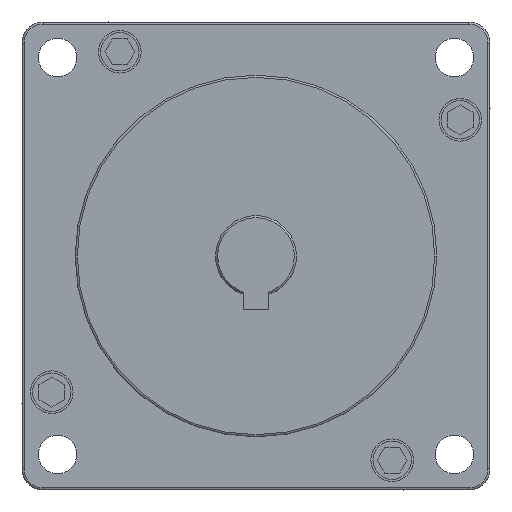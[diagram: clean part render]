
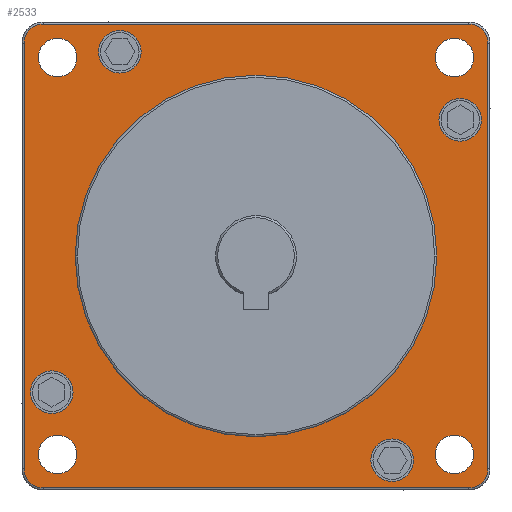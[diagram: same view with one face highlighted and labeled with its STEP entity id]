
A CAD part, left-side view. The second image highlights one B-rep face of the part: STEP entity #2533.
In plain terms, the highlighted planar face has unit normal (-1, 0, 0).
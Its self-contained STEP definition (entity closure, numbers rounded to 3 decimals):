
#1=CARTESIAN_POINT('',(0.,-46.65,-46.65));
#2=DIRECTION('',(-1.,0.,0.));
#3=DIRECTION('',(0.,-1.,0.));
#4=AXIS2_PLACEMENT_3D('',#1,#2,#3);
#6=CARTESIAN_POINT('',(0.,-46.65,-46.65));
#7=DIRECTION('',(-1.,0.,0.));
#8=DIRECTION('',(0.,1.,0.));
#9=AXIS2_PLACEMENT_3D('',#6,#7,#8);
#11=CARTESIAN_POINT('',(0.,46.65,-46.65));
#12=DIRECTION('',(-1.,0.,0.));
#13=DIRECTION('',(0.,-1.,0.));
#14=AXIS2_PLACEMENT_3D('',#11,#12,#13);
#16=CARTESIAN_POINT('',(0.,46.65,-46.65));
#17=DIRECTION('',(-1.,0.,0.));
#18=DIRECTION('',(0.,1.,0.));
#19=AXIS2_PLACEMENT_3D('',#16,#17,#18);
#21=CARTESIAN_POINT('',(0.,46.65,46.65));
#22=DIRECTION('',(-1.,0.,0.));
#23=DIRECTION('',(0.,-1.,0.));
#24=AXIS2_PLACEMENT_3D('',#21,#22,#23);
#26=CARTESIAN_POINT('',(0.,46.65,46.65));
#27=DIRECTION('',(-1.,0.,0.));
#28=DIRECTION('',(0.,1.,0.));
#29=AXIS2_PLACEMENT_3D('',#26,#27,#28);
#31=CARTESIAN_POINT('',(0.,-46.65,46.65));
#32=DIRECTION('',(-1.,0.,0.));
#33=DIRECTION('',(0.,-1.,0.));
#34=AXIS2_PLACEMENT_3D('',#31,#32,#33);
#36=CARTESIAN_POINT('',(0.,-46.65,46.65));
#37=DIRECTION('',(-1.,0.,0.));
#38=DIRECTION('',(0.,1.,0.));
#39=AXIS2_PLACEMENT_3D('',#36,#37,#38);
#41=CARTESIAN_POINT('',(0.,0.,0.));
#42=DIRECTION('',(-1.,0.,0.));
#43=DIRECTION('',(0.,1.,0.));
#44=AXIS2_PLACEMENT_3D('',#41,#42,#43);
#46=CARTESIAN_POINT('',(0.,0.,0.));
#47=DIRECTION('',(-1.,0.,0.));
#48=DIRECTION('',(0.,-1.,0.));
#49=AXIS2_PLACEMENT_3D('',#46,#47,#48);
#51=CARTESIAN_POINT('',(0.,-50.,-50.));
#52=DIRECTION('',(-1.,0.,0.));
#53=DIRECTION('',(0.,0.,-1.));
#54=AXIS2_PLACEMENT_3D('',#51,#52,#53);
#56=DIRECTION('',(0.,-1.,0.));
#57=VECTOR('',#56,100.);
#58=CARTESIAN_POINT('',(0.,50.,-54.5));
#59=LINE('',#58,#57);
#60=CARTESIAN_POINT('',(0.,50.,-50.));
#61=DIRECTION('',(-1.,0.,0.));
#62=DIRECTION('',(0.,1.,0.));
#63=AXIS2_PLACEMENT_3D('',#60,#61,#62);
#65=DIRECTION('',(0.,0.,-1.));
#66=VECTOR('',#65,100.);
#67=CARTESIAN_POINT('',(0.,54.5,50.));
#68=LINE('',#67,#66);
#69=CARTESIAN_POINT('',(0.,50.,50.));
#70=DIRECTION('',(-1.,0.,0.));
#71=DIRECTION('',(0.,0.,1.));
#72=AXIS2_PLACEMENT_3D('',#69,#70,#71);
#74=DIRECTION('',(0.,1.,0.));
#75=VECTOR('',#74,100.);
#76=CARTESIAN_POINT('',(0.,-50.,54.5));
#77=LINE('',#76,#75);
#78=CARTESIAN_POINT('',(0.,-50.,50.));
#79=DIRECTION('',(-1.,0.,0.));
#80=DIRECTION('',(0.,-1.,0.));
#81=AXIS2_PLACEMENT_3D('',#78,#79,#80);
#83=DIRECTION('',(0.,0.,1.));
#84=VECTOR('',#83,100.);
#85=CARTESIAN_POINT('',(0.,-54.5,-50.));
#86=LINE('',#85,#84);
#87=CARTESIAN_POINT('',(0.,-32.,-48.));
#88=DIRECTION('',(-1.,0.,0.));
#89=DIRECTION('',(0.,1.,0.));
#90=AXIS2_PLACEMENT_3D('',#87,#88,#89);
#92=CARTESIAN_POINT('',(0.,-32.,-48.));
#93=DIRECTION('',(-1.,0.,0.));
#94=DIRECTION('',(0.,-1.,0.));
#95=AXIS2_PLACEMENT_3D('',#92,#93,#94);
#131=CARTESIAN_POINT('',(0.,-48.,32.));
#132=DIRECTION('',(-1.,0.,0.));
#133=DIRECTION('',(0.,0.,-1.));
#134=AXIS2_PLACEMENT_3D('',#131,#132,#133);
#136=CARTESIAN_POINT('',(0.,-48.,32.));
#137=DIRECTION('',(-1.,0.,0.));
#138=DIRECTION('',(0.,0.,1.));
#139=AXIS2_PLACEMENT_3D('',#136,#137,#138);
#175=CARTESIAN_POINT('',(0.,32.,48.));
#176=DIRECTION('',(-1.,0.,0.));
#177=DIRECTION('',(0.,-1.,0.));
#178=AXIS2_PLACEMENT_3D('',#175,#176,#177);
#180=CARTESIAN_POINT('',(0.,32.,48.));
#181=DIRECTION('',(-1.,0.,0.));
#182=DIRECTION('',(0.,1.,0.));
#183=AXIS2_PLACEMENT_3D('',#180,#181,#182);
#219=CARTESIAN_POINT('',(0.,48.,-32.));
#220=DIRECTION('',(-1.,0.,0.));
#221=DIRECTION('',(0.,0.,1.));
#222=AXIS2_PLACEMENT_3D('',#219,#220,#221);
#224=CARTESIAN_POINT('',(0.,48.,-32.));
#225=DIRECTION('',(-1.,0.,0.));
#226=DIRECTION('',(0.,0.,-1.));
#227=AXIS2_PLACEMENT_3D('',#224,#225,#226);
#1988=CARTESIAN_POINT('',(0.,-51.15,-46.65));
#1989=CARTESIAN_POINT('',(0.,-42.15,-46.65));
#1990=VERTEX_POINT('',#1988);
#1991=VERTEX_POINT('',#1989);
#1992=CARTESIAN_POINT('',(0.,42.15,-46.65));
#1993=CARTESIAN_POINT('',(0.,51.15,-46.65));
#1994=VERTEX_POINT('',#1992);
#1995=VERTEX_POINT('',#1993);
#1996=CARTESIAN_POINT('',(0.,42.15,46.65));
#1997=CARTESIAN_POINT('',(0.,51.15,46.65));
#1998=VERTEX_POINT('',#1996);
#1999=VERTEX_POINT('',#1997);
#2000=CARTESIAN_POINT('',(0.,-51.15,46.65));
#2001=CARTESIAN_POINT('',(0.,-42.15,46.65));
#2002=VERTEX_POINT('',#2000);
#2003=VERTEX_POINT('',#2001);
#2228=CARTESIAN_POINT('',(0.,42.5,0.));
#2229=CARTESIAN_POINT('',(0.,-42.5,0.));
#2230=VERTEX_POINT('',#2228);
#2231=VERTEX_POINT('',#2229);
#2244=CARTESIAN_POINT('',(0.,-50.,-54.5));
#2245=CARTESIAN_POINT('',(0.,-54.5,-50.));
#2246=VERTEX_POINT('',#2244);
#2247=VERTEX_POINT('',#2245);
#2252=CARTESIAN_POINT('',(0.,-54.5,50.));
#2253=VERTEX_POINT('',#2252);
#2256=CARTESIAN_POINT('',(0.,-50.,54.5));
#2257=VERTEX_POINT('',#2256);
#2260=CARTESIAN_POINT('',(0.,50.,54.5));
#2261=VERTEX_POINT('',#2260);
#2264=CARTESIAN_POINT('',(0.,54.5,50.));
#2265=VERTEX_POINT('',#2264);
#2268=CARTESIAN_POINT('',(0.,54.5,-50.));
#2269=VERTEX_POINT('',#2268);
#2272=CARTESIAN_POINT('',(0.,50.,-54.5));
#2273=VERTEX_POINT('',#2272);
#2308=CARTESIAN_POINT('',(0.,-27.,-48.));
#2309=CARTESIAN_POINT('',(0.,-37.,-48.));
#2310=VERTEX_POINT('',#2308);
#2311=VERTEX_POINT('',#2309);
#2348=CARTESIAN_POINT('',(0.,-48.,27.));
#2349=CARTESIAN_POINT('',(0.,-48.,37.));
#2350=VERTEX_POINT('',#2348);
#2351=VERTEX_POINT('',#2349);
#2388=CARTESIAN_POINT('',(0.,27.,48.));
#2389=CARTESIAN_POINT('',(0.,37.,48.));
#2390=VERTEX_POINT('',#2388);
#2391=VERTEX_POINT('',#2389);
#2428=CARTESIAN_POINT('',(0.,48.,-27.));
#2429=CARTESIAN_POINT('',(0.,48.,-37.));
#2430=VERTEX_POINT('',#2428);
#2431=VERTEX_POINT('',#2429);
#2456=CARTESIAN_POINT('',(0.,0.,0.));
#2457=DIRECTION('',(1.,0.,0.));
#2458=DIRECTION('',(0.,-1.,0.));
#2459=AXIS2_PLACEMENT_3D('',#2456,#2457,#2458);
#2460=PLANE('',#2459);
#2462=ORIENTED_EDGE('',*,*,#2461,.F.);
#2464=ORIENTED_EDGE('',*,*,#2463,.F.);
#2466=ORIENTED_EDGE('',*,*,#2465,.F.);
#2468=ORIENTED_EDGE('',*,*,#2467,.F.);
#2470=ORIENTED_EDGE('',*,*,#2469,.F.);
#2472=ORIENTED_EDGE('',*,*,#2471,.F.);
#2474=ORIENTED_EDGE('',*,*,#2473,.F.);
#2476=ORIENTED_EDGE('',*,*,#2475,.F.);
#2477=EDGE_LOOP('',(#2462,#2464,#2466,#2468,#2470,#2472,#2474,#2476));
#2478=FACE_OUTER_BOUND('',#2477,.F.);
#2480=ORIENTED_EDGE('',*,*,#2479,.T.);
#2482=ORIENTED_EDGE('',*,*,#2481,.T.);
#2483=EDGE_LOOP('',(#2480,#2482));
#2484=FACE_BOUND('',#2483,.F.);
#2486=ORIENTED_EDGE('',*,*,#2485,.T.);
#2488=ORIENTED_EDGE('',*,*,#2487,.T.);
#2489=EDGE_LOOP('',(#2486,#2488));
#2490=FACE_BOUND('',#2489,.F.);
#2492=ORIENTED_EDGE('',*,*,#2491,.T.);
#2494=ORIENTED_EDGE('',*,*,#2493,.T.);
#2495=EDGE_LOOP('',(#2492,#2494));
#2496=FACE_BOUND('',#2495,.F.);
#2498=ORIENTED_EDGE('',*,*,#2497,.T.);
#2500=ORIENTED_EDGE('',*,*,#2499,.T.);
#2501=EDGE_LOOP('',(#2498,#2500));
#2502=FACE_BOUND('',#2501,.F.);
#2504=ORIENTED_EDGE('',*,*,#2503,.T.);
#2506=ORIENTED_EDGE('',*,*,#2505,.T.);
#2507=EDGE_LOOP('',(#2504,#2506));
#2508=FACE_BOUND('',#2507,.F.);
#2510=ORIENTED_EDGE('',*,*,#2509,.T.);
#2512=ORIENTED_EDGE('',*,*,#2511,.T.);
#2513=EDGE_LOOP('',(#2510,#2512));
#2514=FACE_BOUND('',#2513,.F.);
#2516=ORIENTED_EDGE('',*,*,#2515,.T.);
#2518=ORIENTED_EDGE('',*,*,#2517,.T.);
#2519=EDGE_LOOP('',(#2516,#2518));
#2520=FACE_BOUND('',#2519,.F.);
#2522=ORIENTED_EDGE('',*,*,#2521,.T.);
#2524=ORIENTED_EDGE('',*,*,#2523,.T.);
#2525=EDGE_LOOP('',(#2522,#2524));
#2526=FACE_BOUND('',#2525,.F.);
#2528=ORIENTED_EDGE('',*,*,#2527,.T.);
#2530=ORIENTED_EDGE('',*,*,#2529,.T.);
#2531=EDGE_LOOP('',(#2528,#2530));
#2532=FACE_BOUND('',#2531,.F.);
#5=CIRCLE('',#4,4.5);
#10=CIRCLE('',#9,4.5);
#15=CIRCLE('',#14,4.5);
#20=CIRCLE('',#19,4.5);
#25=CIRCLE('',#24,4.5);
#30=CIRCLE('',#29,4.5);
#35=CIRCLE('',#34,4.5);
#40=CIRCLE('',#39,4.5);
#45=CIRCLE('',#44,42.5);
#50=CIRCLE('',#49,42.5);
#55=CIRCLE('',#54,4.5);
#64=CIRCLE('',#63,4.5);
#73=CIRCLE('',#72,4.5);
#82=CIRCLE('',#81,4.5);
#91=CIRCLE('',#90,5.);
#96=CIRCLE('',#95,5.);
#135=CIRCLE('',#134,5.);
#140=CIRCLE('',#139,5.);
#179=CIRCLE('',#178,5.);
#184=CIRCLE('',#183,5.);
#223=CIRCLE('',#222,5.);
#228=CIRCLE('',#227,5.);
#2461=EDGE_CURVE('',#2246,#2247,#55,.T.);
#2463=EDGE_CURVE('',#2273,#2246,#59,.T.);
#2465=EDGE_CURVE('',#2269,#2273,#64,.T.);
#2467=EDGE_CURVE('',#2265,#2269,#68,.T.);
#2469=EDGE_CURVE('',#2261,#2265,#73,.T.);
#2471=EDGE_CURVE('',#2257,#2261,#77,.T.);
#2473=EDGE_CURVE('',#2253,#2257,#82,.T.);
#2475=EDGE_CURVE('',#2247,#2253,#86,.T.);
#2479=EDGE_CURVE('',#1990,#1991,#5,.T.);
#2481=EDGE_CURVE('',#1991,#1990,#10,.T.);
#2485=EDGE_CURVE('',#1994,#1995,#15,.T.);
#2487=EDGE_CURVE('',#1995,#1994,#20,.T.);
#2491=EDGE_CURVE('',#1998,#1999,#25,.T.);
#2493=EDGE_CURVE('',#1999,#1998,#30,.T.);
#2497=EDGE_CURVE('',#2002,#2003,#35,.T.);
#2499=EDGE_CURVE('',#2003,#2002,#40,.T.);
#2503=EDGE_CURVE('',#2230,#2231,#45,.T.);
#2505=EDGE_CURVE('',#2231,#2230,#50,.T.);
#2509=EDGE_CURVE('',#2310,#2311,#91,.T.);
#2511=EDGE_CURVE('',#2311,#2310,#96,.T.);
#2515=EDGE_CURVE('',#2350,#2351,#135,.T.);
#2517=EDGE_CURVE('',#2351,#2350,#140,.T.);
#2521=EDGE_CURVE('',#2390,#2391,#179,.T.);
#2523=EDGE_CURVE('',#2391,#2390,#184,.T.);
#2527=EDGE_CURVE('',#2430,#2431,#223,.T.);
#2529=EDGE_CURVE('',#2431,#2430,#228,.T.);
#2533=ADVANCED_FACE('',(#2478,#2484,#2490,#2496,#2502,#2508,#2514,#2520,#2526,
#2532),#2460,.F.);
